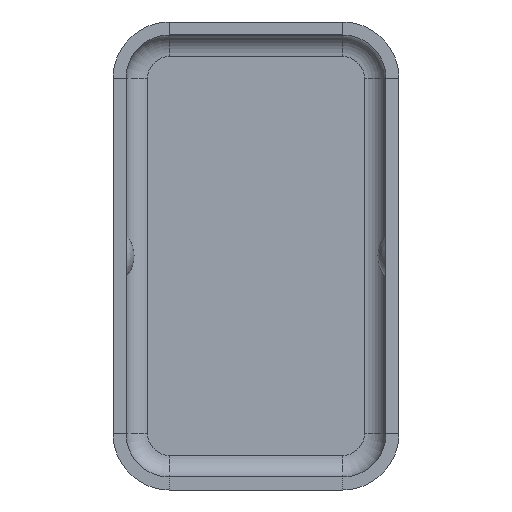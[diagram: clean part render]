
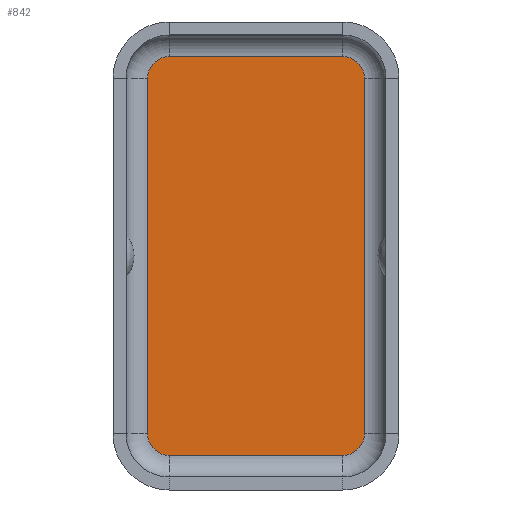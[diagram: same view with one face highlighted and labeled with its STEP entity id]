
A CAD part, front view. The second image highlights one B-rep face of the part: STEP entity #842.
In plain terms, the highlighted planar face has unit normal (0, -1, 0).
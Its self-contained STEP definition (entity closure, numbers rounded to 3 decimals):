
#11 = VERTEX_POINT ( 'NONE', #1050 ) ;
#30 = EDGE_CURVE ( 'NONE', #999, #278, #1287, .T. ) ;
#48 = EDGE_LOOP ( 'NONE', ( #153, #1036, #1334, #1057, #250, #424, #716, #937 ) ) ;
#56 = CARTESIAN_POINT ( 'NONE',  ( -2., 0., -4.6 ) ) ;
#103 = EDGE_CURVE ( 'NONE', #999, #202, #810, .T. ) ;
#106 = VERTEX_POINT ( 'NONE', #503 ) ;
#126 = DIRECTION ( 'NONE',  ( 0., 0., -1. ) ) ;
#153 = ORIENTED_EDGE ( 'NONE', *, *, #440, .F. ) ;
#163 = DIRECTION ( 'NONE',  ( 0., -1., 0. ) ) ;
#167 = VERTEX_POINT ( 'NONE', #744 ) ;
#192 = CARTESIAN_POINT ( 'NONE',  ( -2., 0., -4.1 ) ) ;
#202 = VERTEX_POINT ( 'NONE', #429 ) ;
#209 = CARTESIAN_POINT ( 'NONE',  ( 2., 0., -4.6 ) ) ;
#241 = DIRECTION ( 'NONE',  ( 0., -1., 0. ) ) ;
#250 = ORIENTED_EDGE ( 'NONE', *, *, #693, .T. ) ;
#273 = DIRECTION ( 'NONE',  ( 0., 0., 1. ) ) ;
#278 = VERTEX_POINT ( 'NONE', #1197 ) ;
#283 = CARTESIAN_POINT ( 'NONE',  ( 2., 0., -4.1 ) ) ;
#300 = CARTESIAN_POINT ( 'NONE',  ( 2., 0., 4.6 ) ) ;
#339 = VECTOR ( 'NONE', #1131, 1000. ) ;
#368 = FACE_OUTER_BOUND ( 'NONE', #48, .T. ) ;
#397 = AXIS2_PLACEMENT_3D ( 'NONE', #1138, #494, #946 ) ;
#424 = ORIENTED_EDGE ( 'NONE', *, *, #30, .F. ) ;
#429 = CARTESIAN_POINT ( 'NONE',  ( -2.5, 0., -4.1 ) ) ;
#435 = LINE ( 'NONE', #1155, #934 ) ;
#440 = EDGE_CURVE ( 'NONE', #1330, #1007, #901, .T. ) ;
#465 = VECTOR ( 'NONE', #1263, 1000. ) ;
#494 = DIRECTION ( 'NONE',  ( 0., 1., 0. ) ) ;
#503 = CARTESIAN_POINT ( 'NONE',  ( 2.5, 0., -4.1 ) ) ;
#509 = EDGE_CURVE ( 'NONE', #106, #1330, #536, .T. ) ;
#536 = CIRCLE ( 'NONE', #1369, 0.5 ) ;
#594 = AXIS2_PLACEMENT_3D ( 'NONE', #1134, #163, #931 ) ;
#606 = DIRECTION ( 'NONE',  ( 0., 1., 0. ) ) ;
#657 = EDGE_CURVE ( 'NONE', #202, #1007, #1012, .T. ) ;
#668 = CIRCLE ( 'NONE', #594, 0.5 ) ;
#693 = EDGE_CURVE ( 'NONE', #11, #278, #948, .T. ) ;
#716 = ORIENTED_EDGE ( 'NONE', *, *, #103, .T. ) ;
#722 = EDGE_CURVE ( 'NONE', #167, #106, #435, .T. ) ;
#732 = DIRECTION ( 'NONE',  ( 0., 0., 1. ) ) ;
#744 = CARTESIAN_POINT ( 'NONE',  ( 2.5, 0., 4.1 ) ) ;
#755 = VECTOR ( 'NONE', #1165, 1000. ) ;
#810 = LINE ( 'NONE', #1156, #465 ) ;
#840 = DIRECTION ( 'NONE',  ( 0., 0., -1. ) ) ;
#842 = ADVANCED_FACE ( 'NONE', ( #368 ), #1306, .T. ) ;
#876 = AXIS2_PLACEMENT_3D ( 'NONE', #899, #241, #126 ) ;
#899 = CARTESIAN_POINT ( 'NONE',  ( 2., 0., -4.1 ) ) ;
#901 = LINE ( 'NONE', #1124, #339 ) ;
#931 = DIRECTION ( 'NONE',  ( 0., 0., -1. ) ) ;
#934 = VECTOR ( 'NONE', #840, 1000. ) ;
#937 = ORIENTED_EDGE ( 'NONE', *, *, #657, .T. ) ;
#946 = DIRECTION ( 'NONE',  ( 0., 0., -1. ) ) ;
#948 = LINE ( 'NONE', #300, #755 ) ;
#958 = DIRECTION ( 'NONE',  ( 0., -1., 0. ) ) ;
#988 = EDGE_CURVE ( 'NONE', #167, #11, #668, .T. ) ;
#999 = VERTEX_POINT ( 'NONE', #1039 ) ;
#1007 = VERTEX_POINT ( 'NONE', #56 ) ;
#1012 = CIRCLE ( 'NONE', #1302, 0.5 ) ;
#1036 = ORIENTED_EDGE ( 'NONE', *, *, #509, .F. ) ;
#1039 = CARTESIAN_POINT ( 'NONE',  ( -2.5, 0., 4.1 ) ) ;
#1050 = CARTESIAN_POINT ( 'NONE',  ( 2., 0., 4.6 ) ) ;
#1057 = ORIENTED_EDGE ( 'NONE', *, *, #988, .T. ) ;
#1124 = CARTESIAN_POINT ( 'NONE',  ( 2., 0., -4.6 ) ) ;
#1131 = DIRECTION ( 'NONE',  ( -1., 0., 0. ) ) ;
#1134 = CARTESIAN_POINT ( 'NONE',  ( 2., 0., 4.1 ) ) ;
#1138 = CARTESIAN_POINT ( 'NONE',  ( -2., 0., 4.1 ) ) ;
#1155 = CARTESIAN_POINT ( 'NONE',  ( 2.5, 0., 0. ) ) ;
#1156 = CARTESIAN_POINT ( 'NONE',  ( -2.5, 0., 0. ) ) ;
#1165 = DIRECTION ( 'NONE',  ( -1., 0., 0. ) ) ;
#1197 = CARTESIAN_POINT ( 'NONE',  ( -2., 0., 4.6 ) ) ;
#1263 = DIRECTION ( 'NONE',  ( 0., 0., -1. ) ) ;
#1287 = CIRCLE ( 'NONE', #397, 0.5 ) ;
#1302 = AXIS2_PLACEMENT_3D ( 'NONE', #192, #958, #732 ) ;
#1306 = PLANE ( 'NONE',  #876 ) ;
#1330 = VERTEX_POINT ( 'NONE', #209 ) ;
#1334 = ORIENTED_EDGE ( 'NONE', *, *, #722, .F. ) ;
#1369 = AXIS2_PLACEMENT_3D ( 'NONE', #283, #606, #273 ) ;
